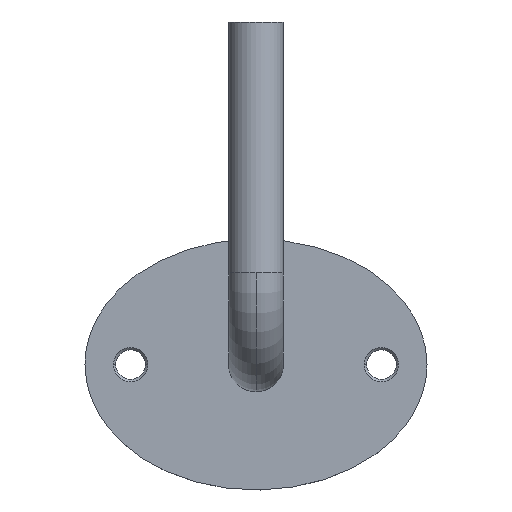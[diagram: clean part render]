
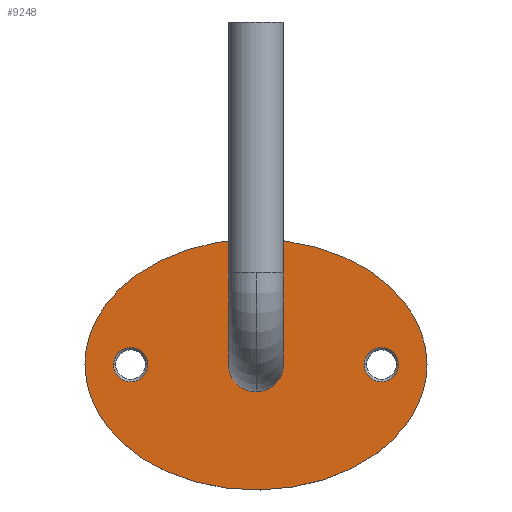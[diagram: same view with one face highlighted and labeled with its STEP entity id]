
A CAD part, top view. The second image highlights one B-rep face of the part: STEP entity #9248.
In plain terms, the highlighted planar face has unit normal (0, 0, 1).
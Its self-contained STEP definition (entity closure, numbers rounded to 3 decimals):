
#289 = EDGE_CURVE ( 'NONE', #7768, #1658, #4363, .T. ) ;
#335 = CARTESIAN_POINT ( 'NONE',  ( 0., 0., 4. ) ) ;
#605 = CARTESIAN_POINT ( 'NONE',  ( 37.5, 0., 4. ) ) ;
#810 = DIRECTION ( 'NONE',  ( 0., 0., -1. ) ) ;
#854 = ORIENTED_EDGE ( 'NONE', *, *, #10733, .F. ) ;
#997 = EDGE_LOOP ( 'NONE', ( #5321, #2038 ) ) ;
#1025 = CIRCLE ( 'NONE', #12814, 3.75 ) ;
#1066 = EDGE_CURVE ( 'NONE', #1658, #7768, #13696, .T. ) ;
#1188 = CIRCLE ( 'NONE', #6899, 3.5 ) ;
#1566 = EDGE_LOOP ( 'NONE', ( #5248, #11662 ) ) ;
#1658 = VERTEX_POINT ( 'NONE', #12192 ) ;
#2030 = FACE_BOUND ( 'NONE', #1566, .T. ) ;
#2038 = ORIENTED_EDGE ( 'NONE', *, *, #5502, .T. ) ;
#2363 = CARTESIAN_POINT ( 'NONE',  ( -3.5, 0., 4. ) ) ;
#2412 = VERTEX_POINT ( 'NONE', #14338 ) ;
#2574 = VERTEX_POINT ( 'NONE', #8939 ) ;
#2607 = FACE_BOUND ( 'NONE', #997, .T. ) ;
#3001 = CARTESIAN_POINT ( 'NONE',  ( 37.5, -55., 4. ) ) ;
#3175 = CIRCLE ( 'NONE', #12389, 3.5 ) ;
#3276 = VERTEX_POINT ( 'NONE', #2363 ) ;
#3692 = CARTESIAN_POINT ( 'NONE',  ( -23.75, 0., 4. ) ) ;
#3921 = VERTEX_POINT ( 'NONE', #9342 ) ;
#4075 = CARTESIAN_POINT ( 'NONE',  ( 27.5, 0., 4. ) ) ;
#4212 = CARTESIAN_POINT ( 'NONE',  ( 0., 0., 4. ) ) ;
#4274 = ORIENTED_EDGE ( 'NONE', *, *, #5779, .F. ) ;
#4300 = EDGE_CURVE ( 'NONE', #2412, #2574, #1025, .T. ) ;
#4363 =( BOUNDED_CURVE ( )  B_SPLINE_CURVE ( 3, ( #7825, #14072, #3001, #605 ),
 .UNSPECIFIED., .F., .F. ) 
 B_SPLINE_CURVE_WITH_KNOTS ( ( 4, 4 ),
 ( 3.142, 6.283 ),
 .UNSPECIFIED. ) 
 CURVE ( )  GEOMETRIC_REPRESENTATION_ITEM ( )  RATIONAL_B_SPLINE_CURVE ( ( 1., 0.333, 0.333, 1. ) ) 
 REPRESENTATION_ITEM ( '' )  );
#4501 = DIRECTION ( 'NONE',  ( 1., 0., 0. ) ) ;
#5248 = ORIENTED_EDGE ( 'NONE', *, *, #11764, .T. ) ;
#5321 = ORIENTED_EDGE ( 'NONE', *, *, #13742, .T. ) ;
#5429 = CARTESIAN_POINT ( 'NONE',  ( -31.25, 0., 4. ) ) ;
#5502 = EDGE_CURVE ( 'NONE', #8464, #7462, #14013, .T. ) ;
#5779 = EDGE_CURVE ( 'NONE', #3921, #3276, #1188, .T. ) ;
#5874 = CIRCLE ( 'NONE', #6273, 3.75 ) ;
#6048 = DIRECTION ( 'NONE',  ( 1., 0., 0. ) ) ;
#6106 = CARTESIAN_POINT ( 'NONE',  ( 37.5, 55., 4. ) ) ;
#6112 = CARTESIAN_POINT ( 'NONE',  ( -27.5, 0., 4. ) ) ;
#6153 = CARTESIAN_POINT ( 'NONE',  ( 27.5, 0., 4. ) ) ;
#6273 = AXIS2_PLACEMENT_3D ( 'NONE', #6153, #14859, #7388 ) ;
#6442 = ORIENTED_EDGE ( 'NONE', *, *, #1066, .T. ) ;
#6899 = AXIS2_PLACEMENT_3D ( 'NONE', #4212, #12872, #15397 ) ;
#7141 = DIRECTION ( 'NONE',  ( 1., 0., 0. ) ) ;
#7195 = CARTESIAN_POINT ( 'NONE',  ( -27.5, 0., 4. ) ) ;
#7388 = DIRECTION ( 'NONE',  ( 1., 0., 0. ) ) ;
#7462 = VERTEX_POINT ( 'NONE', #3692 ) ;
#7768 = VERTEX_POINT ( 'NONE', #8223 ) ;
#7810 = DIRECTION ( 'NONE',  ( 1., 0., 0. ) ) ;
#7825 = CARTESIAN_POINT ( 'NONE',  ( -37.5, 0., 4. ) ) ;
#7868 = DIRECTION ( 'NONE',  ( 1., 0., 0. ) ) ;
#8040 = ORIENTED_EDGE ( 'NONE', *, *, #289, .T. ) ;
#8223 = CARTESIAN_POINT ( 'NONE',  ( -37.5, 0., 4. ) ) ;
#8233 = PLANE ( 'NONE',  #8950 ) ;
#8464 = VERTEX_POINT ( 'NONE', #5429 ) ;
#8671 = AXIS2_PLACEMENT_3D ( 'NONE', #7195, #810, #7141 ) ;
#8939 = CARTESIAN_POINT ( 'NONE',  ( 31.25, 0., 4. ) ) ;
#8950 = AXIS2_PLACEMENT_3D ( 'NONE', #11709, #14332, #4501 ) ;
#9248 = ADVANCED_FACE ( 'NONE', ( #2030, #2607, #14471, #10767 ), #8233, .T. ) ;
#9279 = AXIS2_PLACEMENT_3D ( 'NONE', #6112, #14580, #6048 ) ;
#9342 = CARTESIAN_POINT ( 'NONE',  ( 3.5, 0., 4. ) ) ;
#9840 = CARTESIAN_POINT ( 'NONE',  ( 37.5, 0., 4. ) ) ;
#10267 = DIRECTION ( 'NONE',  ( 0., 0., 1. ) ) ;
#10733 = EDGE_CURVE ( 'NONE', #3276, #3921, #3175, .T. ) ;
#10767 = FACE_OUTER_BOUND ( 'NONE', #14640, .T. ) ;
#11095 = CARTESIAN_POINT ( 'NONE',  ( -37.5, 0., 4. ) ) ;
#11662 = ORIENTED_EDGE ( 'NONE', *, *, #4300, .T. ) ;
#11709 = CARTESIAN_POINT ( 'NONE',  ( 0., 0., 4. ) ) ;
#11764 = EDGE_CURVE ( 'NONE', #2574, #2412, #5874, .T. ) ;
#12192 = CARTESIAN_POINT ( 'NONE',  ( 37.5, 0., 4. ) ) ;
#12389 = AXIS2_PLACEMENT_3D ( 'NONE', #335, #10267, #7868 ) ;
#12630 = CIRCLE ( 'NONE', #8671, 3.75 ) ;
#12814 = AXIS2_PLACEMENT_3D ( 'NONE', #4075, #12957, #7810 ) ;
#12872 = DIRECTION ( 'NONE',  ( 0., 0., 1. ) ) ;
#12957 = DIRECTION ( 'NONE',  ( 0., 0., -1. ) ) ;
#13350 = CARTESIAN_POINT ( 'NONE',  ( -37.5, 55., 4. ) ) ;
#13696 =( BOUNDED_CURVE ( )  B_SPLINE_CURVE ( 3, ( #9840, #6106, #13350, #11095 ),
 .UNSPECIFIED., .F., .F. ) 
 B_SPLINE_CURVE_WITH_KNOTS ( ( 4, 4 ),
 ( 0., 3.142 ),
 .UNSPECIFIED. ) 
 CURVE ( )  GEOMETRIC_REPRESENTATION_ITEM ( )  RATIONAL_B_SPLINE_CURVE ( ( 1., 0.333, 0.333, 1. ) ) 
 REPRESENTATION_ITEM ( '' )  );
#13742 = EDGE_CURVE ( 'NONE', #7462, #8464, #12630, .T. ) ;
#14013 = CIRCLE ( 'NONE', #9279, 3.75 ) ;
#14072 = CARTESIAN_POINT ( 'NONE',  ( -37.5, -55., 4. ) ) ;
#14332 = DIRECTION ( 'NONE',  ( 0., 0., 1. ) ) ;
#14338 = CARTESIAN_POINT ( 'NONE',  ( 23.75, 0., 4. ) ) ;
#14471 = FACE_BOUND ( 'NONE', #14904, .T. ) ;
#14580 = DIRECTION ( 'NONE',  ( 0., 0., -1. ) ) ;
#14640 = EDGE_LOOP ( 'NONE', ( #6442, #8040 ) ) ;
#14859 = DIRECTION ( 'NONE',  ( 0., 0., -1. ) ) ;
#14904 = EDGE_LOOP ( 'NONE', ( #854, #4274 ) ) ;
#15397 = DIRECTION ( 'NONE',  ( 1., 0., 0. ) ) ;
